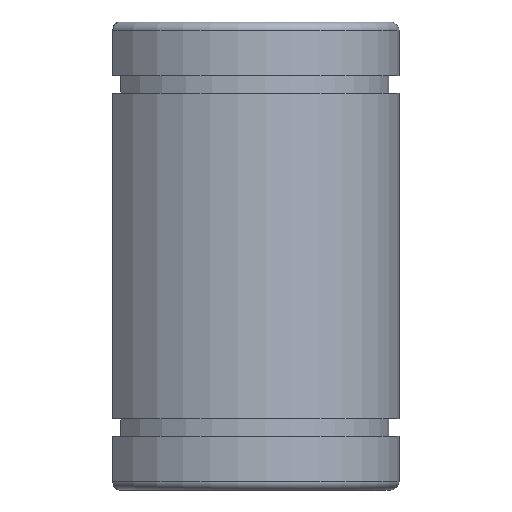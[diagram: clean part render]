
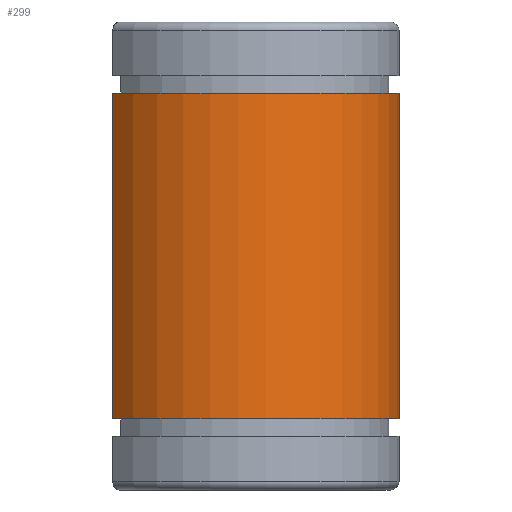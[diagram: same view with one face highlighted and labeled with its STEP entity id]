
A CAD part, left-side view. The second image highlights one B-rep face of the part: STEP entity #299.
In plain terms, the highlighted cylindrical face has radius 11.113 mm (diameter 22.225 mm), a partial arc.
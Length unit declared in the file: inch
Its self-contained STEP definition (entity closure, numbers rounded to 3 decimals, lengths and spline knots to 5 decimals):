
#41 = ORIENTED_EDGE ( 'NONE', *, *, #1102, .F. ) ;
#72 = VERTEX_POINT ( 'NONE', #1165 ) ;
#254 = VERTEX_POINT ( 'NONE', #516 ) ;
#299 = ADVANCED_FACE ( 'NONE', ( #333 ), #1115, .T. ) ;
#301 = AXIS2_PLACEMENT_3D ( 'NONE', #869, #314, #772 ) ;
#314 = DIRECTION ( 'NONE',  ( 0., 0., 1. ) ) ;
#316 = DIRECTION ( 'NONE',  ( 0., 0., 1. ) ) ;
#333 = FACE_OUTER_BOUND ( 'NONE', #1186, .T. ) ;
#334 = CIRCLE ( 'NONE', #988, 0.4375 ) ;
#343 = VECTOR ( 'NONE', #572, 39.37008 ) ;
#355 = EDGE_CURVE ( 'NONE', #436, #254, #334, .T. ) ;
#378 = CARTESIAN_POINT ( 'NONE',  ( -0.29061, 0.32704, -0.43535 ) ) ;
#392 = AXIS2_PLACEMENT_3D ( 'NONE', #993, #787, #1457 ) ;
#436 = VERTEX_POINT ( 'NONE', #378 ) ;
#440 = VERTEX_POINT ( 'NONE', #1294 ) ;
#442 = EDGE_CURVE ( 'NONE', #436, #72, #676, .T. ) ;
#480 = DIRECTION ( 'NONE',  ( 0., -1., 0. ) ) ;
#516 = CARTESIAN_POINT ( 'NONE',  ( 0., -0.4375, -0.43535 ) ) ;
#525 = VECTOR ( 'NONE', #316, 39.37008 ) ;
#528 = ORIENTED_EDGE ( 'NONE', *, *, #536, .T. ) ;
#536 = EDGE_CURVE ( 'NONE', #254, #440, #1086, .T. ) ;
#572 = DIRECTION ( 'NONE',  ( 0., 0., 1. ) ) ;
#676 = LINE ( 'NONE', #1142, #343 ) ;
#772 = DIRECTION ( 'NONE',  ( 0., -1., 0. ) ) ;
#787 = DIRECTION ( 'NONE',  ( 0., 0., 1. ) ) ;
#869 = CARTESIAN_POINT ( 'NONE',  ( 0., 0., 0.43535 ) ) ;
#926 = CARTESIAN_POINT ( 'NONE',  ( 0., 0., -0.43535 ) ) ;
#954 = CIRCLE ( 'NONE', #301, 0.4375 ) ;
#988 = AXIS2_PLACEMENT_3D ( 'NONE', #926, #1506, #480 ) ;
#993 = CARTESIAN_POINT ( 'NONE',  ( 0., 0., 0.60205 ) ) ;
#1086 = LINE ( 'NONE', #1134, #525 ) ;
#1102 = EDGE_CURVE ( 'NONE', #72, #440, #954, .T. ) ;
#1115 = CYLINDRICAL_SURFACE ( 'NONE', #392, 0.4375 ) ;
#1134 = CARTESIAN_POINT ( 'NONE',  ( 0., -0.4375, 0.60205 ) ) ;
#1142 = CARTESIAN_POINT ( 'NONE',  ( -0.29061, 0.32704, 0.60205 ) ) ;
#1165 = CARTESIAN_POINT ( 'NONE',  ( -0.29061, 0.32704, 0.43535 ) ) ;
#1186 = EDGE_LOOP ( 'NONE', ( #1373, #528, #41, #1317 ) ) ;
#1294 = CARTESIAN_POINT ( 'NONE',  ( 0., -0.4375, 0.43535 ) ) ;
#1317 = ORIENTED_EDGE ( 'NONE', *, *, #442, .F. ) ;
#1373 = ORIENTED_EDGE ( 'NONE', *, *, #355, .T. ) ;
#1457 = DIRECTION ( 'NONE',  ( 0., -1., 0. ) ) ;
#1506 = DIRECTION ( 'NONE',  ( 0., 0., 1. ) ) ;
